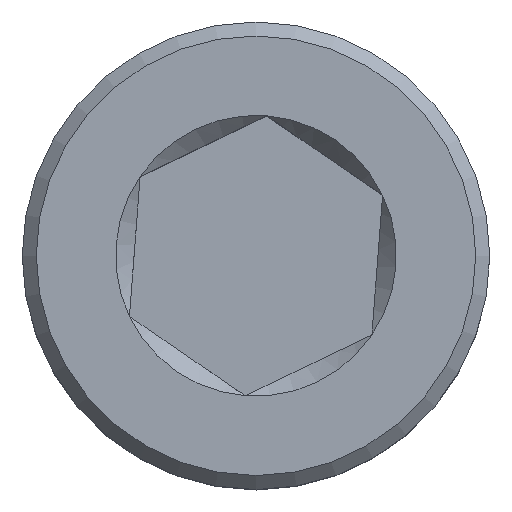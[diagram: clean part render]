
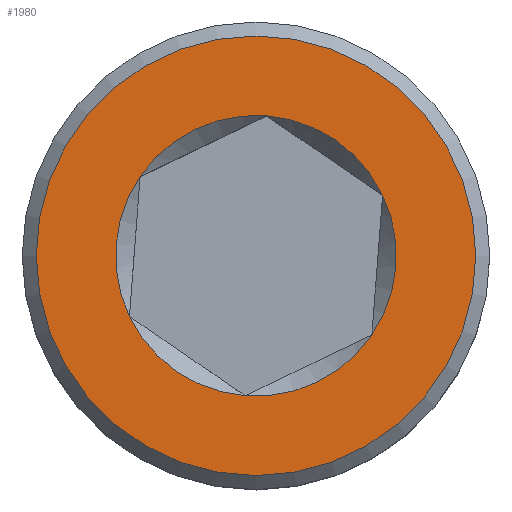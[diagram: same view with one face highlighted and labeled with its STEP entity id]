
A CAD part, top view. The second image highlights one B-rep face of the part: STEP entity #1980.
In plain terms, the highlighted planar face has unit normal (0, 0, 1).
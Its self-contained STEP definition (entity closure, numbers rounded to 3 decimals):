
#132=FACE_BOUND('',#309,.T.);
#134=PLANE('',#2143);
#166=FACE_OUTER_BOUND('',#308,.T.);
#308=EDGE_LOOP('',(#1418));
#309=EDGE_LOOP('',(#1419,#1420,#1421,#1422,#1423,#1424));
#444=CIRCLE('',#2142,1.175);
#445=CIRCLE('',#2144,0.751);
#446=CIRCLE('',#2145,0.751);
#447=CIRCLE('',#2146,0.751);
#448=CIRCLE('',#2147,0.751);
#449=CIRCLE('',#2148,0.751);
#450=CIRCLE('',#2149,0.751);
#874=VERTEX_POINT('',#3103);
#875=VERTEX_POINT('',#3107);
#876=VERTEX_POINT('',#3108);
#877=VERTEX_POINT('',#3110);
#878=VERTEX_POINT('',#3112);
#879=VERTEX_POINT('',#3114);
#880=VERTEX_POINT('',#3116);
#1074=EDGE_CURVE('',#874,#874,#444,.T.);
#1076=EDGE_CURVE('',#875,#876,#445,.T.);
#1077=EDGE_CURVE('',#876,#877,#446,.T.);
#1078=EDGE_CURVE('',#877,#878,#447,.T.);
#1079=EDGE_CURVE('',#878,#879,#448,.T.);
#1080=EDGE_CURVE('',#879,#880,#449,.T.);
#1081=EDGE_CURVE('',#880,#875,#450,.T.);
#1418=ORIENTED_EDGE('',*,*,#1074,.F.);
#1419=ORIENTED_EDGE('',*,*,#1076,.T.);
#1420=ORIENTED_EDGE('',*,*,#1077,.T.);
#1421=ORIENTED_EDGE('',*,*,#1078,.T.);
#1422=ORIENTED_EDGE('',*,*,#1079,.T.);
#1423=ORIENTED_EDGE('',*,*,#1080,.T.);
#1424=ORIENTED_EDGE('',*,*,#1081,.T.);
#1980=ADVANCED_FACE('',(#166,#132),#134,.T.);
#2142=AXIS2_PLACEMENT_3D('',#3104,#2224,#2225);
#2143=AXIS2_PLACEMENT_3D('',#3106,#2227,#2228);
#2144=AXIS2_PLACEMENT_3D('',#3109,#2229,#2230);
#2145=AXIS2_PLACEMENT_3D('',#3111,#2231,#2232);
#2146=AXIS2_PLACEMENT_3D('',#3113,#2233,#2234);
#2147=AXIS2_PLACEMENT_3D('',#3115,#2235,#2236);
#2148=AXIS2_PLACEMENT_3D('',#3117,#2237,#2238);
#2149=AXIS2_PLACEMENT_3D('',#3118,#2239,#2240);
#2224=DIRECTION('center_axis',(0.,0.,-1.));
#2225=DIRECTION('ref_axis',(1.,0.,0.));
#2227=DIRECTION('center_axis',(0.,0.,1.));
#2228=DIRECTION('ref_axis',(1.,0.,0.));
#2229=DIRECTION('center_axis',(0.,0.,-1.));
#2230=DIRECTION('ref_axis',(1.,0.,0.));
#2231=DIRECTION('center_axis',(0.,0.,-1.));
#2232=DIRECTION('ref_axis',(1.,0.,0.));
#2233=DIRECTION('center_axis',(0.,0.,-1.));
#2234=DIRECTION('ref_axis',(1.,0.,0.));
#2235=DIRECTION('center_axis',(0.,0.,-1.));
#2236=DIRECTION('ref_axis',(1.,0.,0.));
#2237=DIRECTION('center_axis',(0.,0.,-1.));
#2238=DIRECTION('ref_axis',(1.,0.,0.));
#2239=DIRECTION('center_axis',(0.,0.,-1.));
#2240=DIRECTION('ref_axis',(1.,0.,0.));
#3103=CARTESIAN_POINT('',(-1.175,0.,4.4));
#3104=CARTESIAN_POINT('Origin',(0.,0.,4.4));
#3106=CARTESIAN_POINT('Origin',(0.,0.,4.4));
#3107=CARTESIAN_POINT('',(0.057,0.748,4.4));
#3108=CARTESIAN_POINT('',(0.677,0.324,4.4));
#3109=CARTESIAN_POINT('Origin',(0.,0.,4.4));
#3110=CARTESIAN_POINT('',(0.619,-0.424,4.4));
#3111=CARTESIAN_POINT('Origin',(0.,0.,4.4));
#3112=CARTESIAN_POINT('',(-0.057,-0.748,4.4));
#3113=CARTESIAN_POINT('Origin',(0.,0.,4.4));
#3114=CARTESIAN_POINT('',(-0.677,-0.324,4.4));
#3115=CARTESIAN_POINT('Origin',(0.,0.,4.4));
#3116=CARTESIAN_POINT('',(-0.619,0.424,4.4));
#3117=CARTESIAN_POINT('Origin',(0.,0.,4.4));
#3118=CARTESIAN_POINT('Origin',(0.,0.,4.4));
